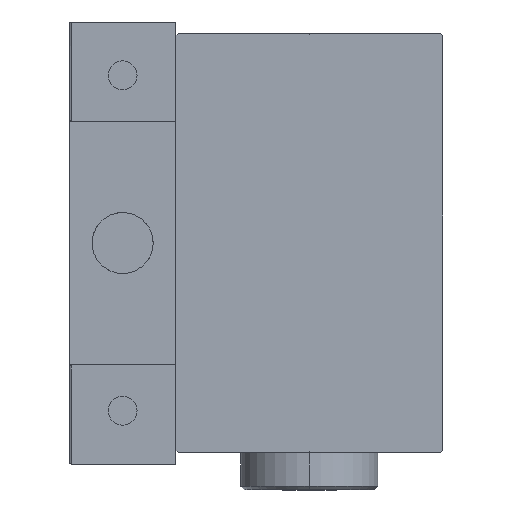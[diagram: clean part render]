
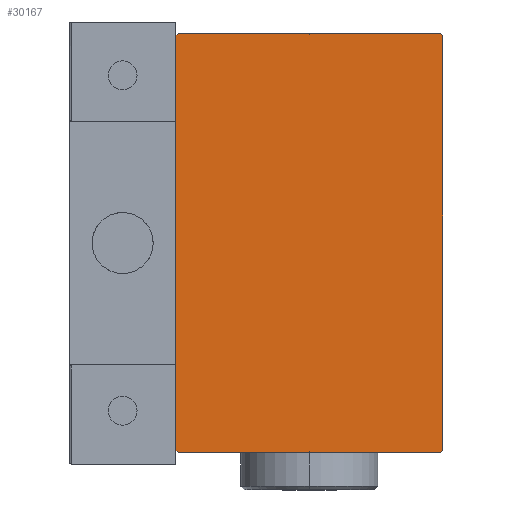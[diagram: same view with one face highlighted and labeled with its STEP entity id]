
A CAD part, left-side view. The second image highlights one B-rep face of the part: STEP entity #30167.
In plain terms, the highlighted face is planar.
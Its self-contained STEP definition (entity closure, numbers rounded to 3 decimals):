
#140 = VECTOR ( 'NONE', #1949, 1000. ) ;
#522 = LINE ( 'NONE', #44220, #1647 ) ;
#987 = EDGE_CURVE ( 'NONE', #41303, #40203, #29292, .T. ) ;
#1458 = VECTOR ( 'NONE', #12996, 1000. ) ;
#1647 = VECTOR ( 'NONE', #21192, 1000. ) ;
#1949 = DIRECTION ( 'NONE',  ( 0., 0., -1. ) ) ;
#3327 = FACE_OUTER_BOUND ( 'NONE', #11459, .T. ) ;
#3962 = VERTEX_POINT ( 'NONE', #17406 ) ;
#4203 = CARTESIAN_POINT ( 'NONE',  ( 56., 22.35, -22.35 ) ) ;
#4944 = CARTESIAN_POINT ( 'NONE',  ( 56., -17.5, -27.2 ) ) ;
#4962 = CARTESIAN_POINT ( 'NONE',  ( 56., -22.35, 22.35 ) ) ;
#5501 = CARTESIAN_POINT ( 'NONE',  ( 56., -17.2, -27.5 ) ) ;
#6181 = EDGE_CURVE ( 'NONE', #40077, #41303, #22767, .T. ) ;
#7176 = VERTEX_POINT ( 'NONE', #45692 ) ;
#8310 = EDGE_CURVE ( 'NONE', #39926, #26852, #50028, .T. ) ;
#8545 = ORIENTED_EDGE ( 'NONE', *, *, #19969, .T. ) ;
#9033 = CARTESIAN_POINT ( 'NONE',  ( 56., -17.5, 27.2 ) ) ;
#10361 = CARTESIAN_POINT ( 'NONE',  ( 56., 17.5, -27.5 ) ) ;
#11019 = CARTESIAN_POINT ( 'NONE',  ( 56., 17.5, 27.2 ) ) ;
#11301 = CARTESIAN_POINT ( 'NONE',  ( 56., 17.5, -27.2 ) ) ;
#11459 = EDGE_LOOP ( 'NONE', ( #14304, #38553, #20939, #17295, #8545, #27679, #21928, #30232 ) ) ;
#12831 = CARTESIAN_POINT ( 'NONE',  ( 56., 17.2, 27.5 ) ) ;
#12996 = DIRECTION ( 'NONE',  ( 0., -0.707, 0.707 ) ) ;
#13722 = DIRECTION ( 'NONE',  ( 0., -0.707, -0.707 ) ) ;
#14304 = ORIENTED_EDGE ( 'NONE', *, *, #50433, .T. ) ;
#15525 = EDGE_CURVE ( 'NONE', #3962, #39926, #37027, .T. ) ;
#16274 = VERTEX_POINT ( 'NONE', #5501 ) ;
#17295 = ORIENTED_EDGE ( 'NONE', *, *, #987, .T. ) ;
#17406 = CARTESIAN_POINT ( 'NONE',  ( 56., -17.2, 27.5 ) ) ;
#17427 = VECTOR ( 'NONE', #34701, 1000. ) ;
#18622 = DIRECTION ( 'NONE',  ( 0., 0., 1. ) ) ;
#18841 = DIRECTION ( 'NONE',  ( 1., 0., 0. ) ) ;
#19969 = EDGE_CURVE ( 'NONE', #40203, #3962, #43232, .T. ) ;
#20939 = ORIENTED_EDGE ( 'NONE', *, *, #6181, .T. ) ;
#21192 = DIRECTION ( 'NONE',  ( 0., 1., 0. ) ) ;
#21928 = ORIENTED_EDGE ( 'NONE', *, *, #8310, .T. ) ;
#22204 = DIRECTION ( 'NONE',  ( 0., 0., -1. ) ) ;
#22767 = LINE ( 'NONE', #10361, #26451 ) ;
#22986 = CARTESIAN_POINT ( 'NONE',  ( 56., 0., 0. ) ) ;
#26451 = VECTOR ( 'NONE', #18622, 1000. ) ;
#26852 = VERTEX_POINT ( 'NONE', #4944 ) ;
#27017 = CARTESIAN_POINT ( 'NONE',  ( 56., -22.35, -22.35 ) ) ;
#27185 = VECTOR ( 'NONE', #13722, 1000. ) ;
#27606 = AXIS2_PLACEMENT_3D ( 'NONE', #22986, #18841, #22204 ) ;
#27623 = EDGE_CURVE ( 'NONE', #7176, #40077, #27999, .T. ) ;
#27679 = ORIENTED_EDGE ( 'NONE', *, *, #15525, .T. ) ;
#27999 = LINE ( 'NONE', #4203, #49745 ) ;
#29292 = LINE ( 'NONE', #41175, #1458 ) ;
#30167 = ADVANCED_FACE ( 'NONE', ( #3327 ), #46522, .T. ) ;
#30232 = ORIENTED_EDGE ( 'NONE', *, *, #45226, .T. ) ;
#34701 = DIRECTION ( 'NONE',  ( 0., -1., 0. ) ) ;
#35046 = LINE ( 'NONE', #27017, #40430 ) ;
#35478 = CARTESIAN_POINT ( 'NONE',  ( 56., 17.5, 27.5 ) ) ;
#37027 = LINE ( 'NONE', #4962, #27185 ) ;
#38553 = ORIENTED_EDGE ( 'NONE', *, *, #27623, .T. ) ;
#38922 = DIRECTION ( 'NONE',  ( 0., 0.707, -0.707 ) ) ;
#39926 = VERTEX_POINT ( 'NONE', #9033 ) ;
#40077 = VERTEX_POINT ( 'NONE', #11301 ) ;
#40203 = VERTEX_POINT ( 'NONE', #12831 ) ;
#40430 = VECTOR ( 'NONE', #38922, 1000. ) ;
#41175 = CARTESIAN_POINT ( 'NONE',  ( 56., 22.35, 22.35 ) ) ;
#41303 = VERTEX_POINT ( 'NONE', #11019 ) ;
#43232 = LINE ( 'NONE', #35478, #17427 ) ;
#44220 = CARTESIAN_POINT ( 'NONE',  ( 56., -17.5, -27.5 ) ) ;
#45226 = EDGE_CURVE ( 'NONE', #26852, #16274, #35046, .T. ) ;
#45692 = CARTESIAN_POINT ( 'NONE',  ( 56., 17.2, -27.5 ) ) ;
#46152 = CARTESIAN_POINT ( 'NONE',  ( 56., -17.5, 27.5 ) ) ;
#46522 = PLANE ( 'NONE',  #27606 ) ;
#49745 = VECTOR ( 'NONE', #50992, 1000. ) ;
#50028 = LINE ( 'NONE', #46152, #140 ) ;
#50433 = EDGE_CURVE ( 'NONE', #16274, #7176, #522, .T. ) ;
#50992 = DIRECTION ( 'NONE',  ( 0., 0.707, 0.707 ) ) ;
